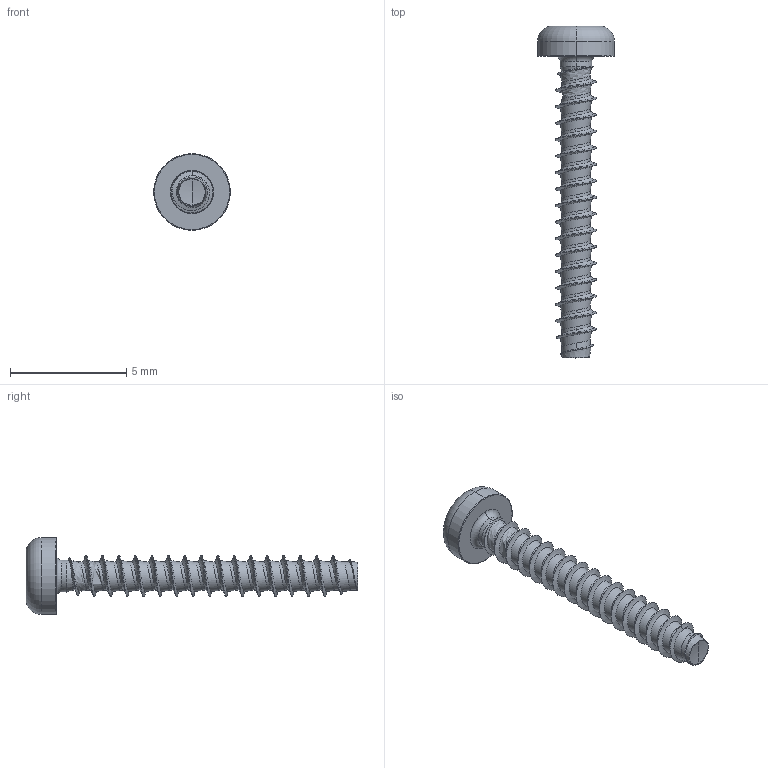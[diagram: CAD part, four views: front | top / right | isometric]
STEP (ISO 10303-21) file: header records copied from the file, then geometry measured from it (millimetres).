
FILE_DESCRIPTION (( 'STEP AP203' ), '1' );
FILE_NAME ('STP390180130.STEP', '2017-08-15T19:04:38', ( '' ), ( '' ), 'SwSTEP 2.0', 'SolidWorks 2015', '' );
FILE_SCHEMA (( 'CONFIG_CONTROL_DESIGN' ));
Length unit declared in the file: millimetre
Products named in the file (1): STP390180130
Bounding box: 3.3 x 14.3 x 3.3 mm (x, y, z)
Volume: 27.1 mm3; surface area: 114.6 mm2
Topology: 1 solids, 1 shells, 119 faces, 303 edges, 186 vertices
Faces by surface type: cylinder 61, bspline 35, cone 11, torus 6, sphere 4, plane 2
Entity records: 20666 total; most frequent: CARTESIAN_POINT 18179, ORIENTED_EDGE 602, DIRECTION 372, EDGE_CURVE 301, VERTEX_POINT 186, AXIS2_PLACEMENT_3D 148, B_SPLINE_CURVE_WITH_KNOTS 127, EDGE_LOOP 121
